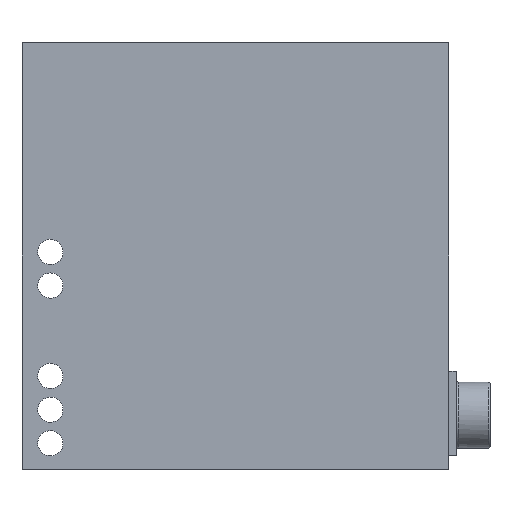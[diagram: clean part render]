
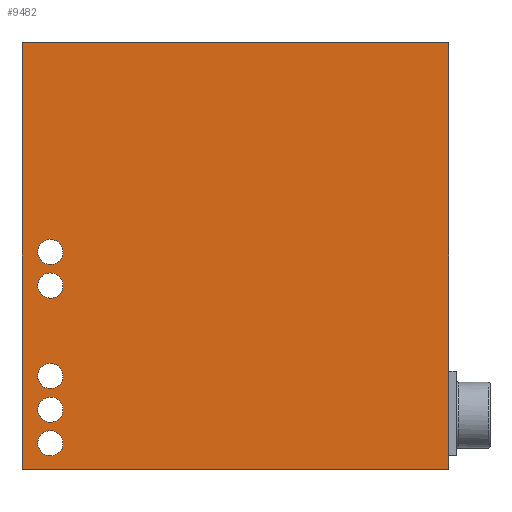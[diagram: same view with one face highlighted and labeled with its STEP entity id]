
A CAD part, front view. The second image highlights one B-rep face of the part: STEP entity #9482.
In plain terms, the highlighted free-form (B-spline) face has degree [1, 1] with [2, 2] control points.
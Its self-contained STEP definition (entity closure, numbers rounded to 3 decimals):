
#505 = VERTEX_POINT('',#506);
#506 = CARTESIAN_POINT('',(-29.469,0.,-28.707));
#524 = VERTEX_POINT('',#525);
#525 = CARTESIAN_POINT('',(-29.469,0.,-30.572));
#530 = EDGE_CURVE('',#524,#505,#531,.T.);
#531 = ( BOUNDED_CURVE() B_SPLINE_CURVE(2,(#532,#533,#534,#535,#536),
.UNSPECIFIED.,.F.,.F.) B_SPLINE_CURVE_WITH_KNOTS((3,2,3),(3.142,
4.712,6.283),.PIECEWISE_BEZIER_KNOTS.) CURVE() 
GEOMETRIC_REPRESENTATION_ITEM() RATIONAL_B_SPLINE_CURVE((1.,
0.707,1.,0.707,1.)) REPRESENTATION_ITEM('') );
#532 = CARTESIAN_POINT('',(-29.469,0.,-30.572));
#533 = CARTESIAN_POINT('',(-30.402,0.,-30.572));
#534 = CARTESIAN_POINT('',(-30.402,0.,-29.64));
#535 = CARTESIAN_POINT('',(-30.402,0.,-28.707));
#536 = CARTESIAN_POINT('',(-29.469,0.,-28.707));
#553 = VERTEX_POINT('',#554);
#554 = CARTESIAN_POINT('',(-29.469,0.,-26.221));
#572 = VERTEX_POINT('',#573);
#573 = CARTESIAN_POINT('',(-29.469,0.,-28.086));
#578 = EDGE_CURVE('',#572,#553,#579,.T.);
#579 = ( BOUNDED_CURVE() B_SPLINE_CURVE(2,(#580,#581,#582,#583,#584),
.UNSPECIFIED.,.F.,.F.) B_SPLINE_CURVE_WITH_KNOTS((3,2,3),(3.142,
4.712,6.283),.PIECEWISE_BEZIER_KNOTS.) CURVE() 
GEOMETRIC_REPRESENTATION_ITEM() RATIONAL_B_SPLINE_CURVE((1.,
0.707,1.,0.707,1.)) REPRESENTATION_ITEM('') );
#580 = CARTESIAN_POINT('',(-29.469,0.,-28.086));
#581 = CARTESIAN_POINT('',(-30.402,0.,-28.086));
#582 = CARTESIAN_POINT('',(-30.402,0.,-27.154));
#583 = CARTESIAN_POINT('',(-30.402,0.,-26.221));
#584 = CARTESIAN_POINT('',(-29.469,0.,-26.221));
#601 = VERTEX_POINT('',#602);
#602 = CARTESIAN_POINT('',(-29.469,0.,-23.736));
#620 = VERTEX_POINT('',#621);
#621 = CARTESIAN_POINT('',(-29.469,0.,-25.6));
#626 = EDGE_CURVE('',#620,#601,#627,.T.);
#627 = ( BOUNDED_CURVE() B_SPLINE_CURVE(2,(#628,#629,#630,#631,#632),
.UNSPECIFIED.,.F.,.F.) B_SPLINE_CURVE_WITH_KNOTS((3,2,3),(3.142,
4.712,6.283),.PIECEWISE_BEZIER_KNOTS.) CURVE() 
GEOMETRIC_REPRESENTATION_ITEM() RATIONAL_B_SPLINE_CURVE((1.,
0.707,1.,0.707,1.)) REPRESENTATION_ITEM('') );
#628 = CARTESIAN_POINT('',(-29.469,0.,-25.6));
#629 = CARTESIAN_POINT('',(-30.402,0.,-25.6));
#630 = CARTESIAN_POINT('',(-30.402,0.,-24.668));
#631 = CARTESIAN_POINT('',(-30.402,0.,-23.736));
#632 = CARTESIAN_POINT('',(-29.469,0.,-23.736));
#649 = VERTEX_POINT('',#650);
#650 = CARTESIAN_POINT('',(-29.469,0.,-17.043));
#668 = VERTEX_POINT('',#669);
#669 = CARTESIAN_POINT('',(-29.469,0.,-18.907));
#674 = EDGE_CURVE('',#668,#649,#675,.T.);
#675 = ( BOUNDED_CURVE() B_SPLINE_CURVE(2,(#676,#677,#678,#679,#680),
.UNSPECIFIED.,.F.,.F.) B_SPLINE_CURVE_WITH_KNOTS((3,2,3),(3.142,
4.712,6.283),.PIECEWISE_BEZIER_KNOTS.) CURVE() 
GEOMETRIC_REPRESENTATION_ITEM() RATIONAL_B_SPLINE_CURVE((1.,
0.707,1.,0.707,1.)) REPRESENTATION_ITEM('') );
#676 = CARTESIAN_POINT('',(-29.469,0.,-18.907));
#677 = CARTESIAN_POINT('',(-30.402,0.,-18.907));
#678 = CARTESIAN_POINT('',(-30.402,0.,-17.975));
#679 = CARTESIAN_POINT('',(-30.402,0.,-17.043));
#680 = CARTESIAN_POINT('',(-29.469,0.,-17.043));
#697 = VERTEX_POINT('',#698);
#698 = CARTESIAN_POINT('',(-29.469,0.,-14.557));
#716 = VERTEX_POINT('',#717);
#717 = CARTESIAN_POINT('',(-29.469,0.,-16.421));
#722 = EDGE_CURVE('',#716,#697,#723,.T.);
#723 = ( BOUNDED_CURVE() B_SPLINE_CURVE(2,(#724,#725,#726,#727,#728),
.UNSPECIFIED.,.F.,.F.) B_SPLINE_CURVE_WITH_KNOTS((3,2,3),(3.142,
4.712,6.283),.PIECEWISE_BEZIER_KNOTS.) CURVE() 
GEOMETRIC_REPRESENTATION_ITEM() RATIONAL_B_SPLINE_CURVE((1.,
0.707,1.,0.707,1.)) REPRESENTATION_ITEM('') );
#724 = CARTESIAN_POINT('',(-29.469,0.,-16.421));
#725 = CARTESIAN_POINT('',(-30.402,0.,-16.421));
#726 = CARTESIAN_POINT('',(-30.402,0.,-15.489));
#727 = CARTESIAN_POINT('',(-30.402,0.,-14.557));
#728 = CARTESIAN_POINT('',(-29.469,0.,-14.557));
#9392 = EDGE_CURVE('',#9393,#9395,#9397,.T.);
#9393 = VERTEX_POINT('',#9394);
#9394 = CARTESIAN_POINT('',(0.,0.,0.));
#9395 = VERTEX_POINT('',#9396);
#9396 = CARTESIAN_POINT('',(0.,0.,-31.571));
#9397 = B_SPLINE_CURVE_WITH_KNOTS('',1,(#9398,#9399),.UNSPECIFIED.,.F.,
  .F.,(2,2),(0.,25.4),.PIECEWISE_BEZIER_KNOTS.);
#9398 = CARTESIAN_POINT('',(0.,0.,0.));
#9399 = CARTESIAN_POINT('',(0.,0.,-31.571));
#9426 = EDGE_CURVE('',#9395,#9427,#9429,.T.);
#9427 = VERTEX_POINT('',#9428);
#9428 = CARTESIAN_POINT('',(-31.571,0.,-31.571));
#9429 = B_SPLINE_CURVE_WITH_KNOTS('',1,(#9430,#9431),.UNSPECIFIED.,.F.,
  .F.,(2,2),(0.,25.4),.PIECEWISE_BEZIER_KNOTS.);
#9430 = CARTESIAN_POINT('',(0.,0.,-31.571));
#9431 = CARTESIAN_POINT('',(-31.571,0.,-31.571));
#9448 = EDGE_CURVE('',#9427,#9449,#9451,.T.);
#9449 = VERTEX_POINT('',#9450);
#9450 = CARTESIAN_POINT('',(-31.571,0.,0.));
#9451 = B_SPLINE_CURVE_WITH_KNOTS('',1,(#9452,#9453),.UNSPECIFIED.,.F.,
  .F.,(2,2),(-25.4,0.),.PIECEWISE_BEZIER_KNOTS.);
#9452 = CARTESIAN_POINT('',(-31.571,0.,-31.571));
#9453 = CARTESIAN_POINT('',(-31.571,0.,0.));
#9470 = EDGE_CURVE('',#9449,#9393,#9471,.T.);
#9471 = B_SPLINE_CURVE_WITH_KNOTS('',1,(#9472,#9473),.UNSPECIFIED.,.F.,
  .F.,(2,2),(-25.4,0.),.PIECEWISE_BEZIER_KNOTS.);
#9472 = CARTESIAN_POINT('',(-31.571,0.,0.));
#9473 = CARTESIAN_POINT('',(0.,0.,0.));
#9482 = ADVANCED_FACE('',(#9483,#9494,#9505,#9516,#9527,#9538),#9544,.F.
  );
#9483 = FACE_BOUND('',#9484,.T.);
#9484 = EDGE_LOOP('',(#9485,#9493));
#9485 = ORIENTED_EDGE('',*,*,#9486,.T.);
#9486 = EDGE_CURVE('',#505,#524,#9487,.T.);
#9487 = ( BOUNDED_CURVE() B_SPLINE_CURVE(2,(#9488,#9489,#9490,#9491,
#9492),.UNSPECIFIED.,.F.,.F.) B_SPLINE_CURVE_WITH_KNOTS((3,2,3),(0.,
1.571,3.142),.PIECEWISE_BEZIER_KNOTS.) CURVE() 
GEOMETRIC_REPRESENTATION_ITEM() RATIONAL_B_SPLINE_CURVE((1.,
0.707,1.,0.707,1.)) REPRESENTATION_ITEM('') );
#9488 = CARTESIAN_POINT('',(-29.469,0.,-28.707));
#9489 = CARTESIAN_POINT('',(-28.537,0.,-28.707));
#9490 = CARTESIAN_POINT('',(-28.537,0.,-29.64));
#9491 = CARTESIAN_POINT('',(-28.537,0.,-30.572));
#9492 = CARTESIAN_POINT('',(-29.469,0.,-30.572));
#9493 = ORIENTED_EDGE('',*,*,#530,.T.);
#9494 = FACE_BOUND('',#9495,.T.);
#9495 = EDGE_LOOP('',(#9496,#9504));
#9496 = ORIENTED_EDGE('',*,*,#9497,.T.);
#9497 = EDGE_CURVE('',#553,#572,#9498,.T.);
#9498 = ( BOUNDED_CURVE() B_SPLINE_CURVE(2,(#9499,#9500,#9501,#9502,
#9503),.UNSPECIFIED.,.F.,.F.) B_SPLINE_CURVE_WITH_KNOTS((3,2,3),(0.,
1.571,3.142),.PIECEWISE_BEZIER_KNOTS.) CURVE() 
GEOMETRIC_REPRESENTATION_ITEM() RATIONAL_B_SPLINE_CURVE((1.,
0.707,1.,0.707,1.)) REPRESENTATION_ITEM('') );
#9499 = CARTESIAN_POINT('',(-29.469,0.,-26.221));
#9500 = CARTESIAN_POINT('',(-28.537,0.,-26.221));
#9501 = CARTESIAN_POINT('',(-28.537,0.,-27.154));
#9502 = CARTESIAN_POINT('',(-28.537,0.,-28.086));
#9503 = CARTESIAN_POINT('',(-29.469,0.,-28.086));
#9504 = ORIENTED_EDGE('',*,*,#578,.T.);
#9505 = FACE_BOUND('',#9506,.T.);
#9506 = EDGE_LOOP('',(#9507,#9515));
#9507 = ORIENTED_EDGE('',*,*,#9508,.T.);
#9508 = EDGE_CURVE('',#601,#620,#9509,.T.);
#9509 = ( BOUNDED_CURVE() B_SPLINE_CURVE(2,(#9510,#9511,#9512,#9513,
#9514),.UNSPECIFIED.,.F.,.F.) B_SPLINE_CURVE_WITH_KNOTS((3,2,3),(0.,
1.571,3.142),.PIECEWISE_BEZIER_KNOTS.) CURVE() 
GEOMETRIC_REPRESENTATION_ITEM() RATIONAL_B_SPLINE_CURVE((1.,
0.707,1.,0.707,1.)) REPRESENTATION_ITEM('') );
#9510 = CARTESIAN_POINT('',(-29.469,0.,-23.736));
#9511 = CARTESIAN_POINT('',(-28.537,0.,-23.736));
#9512 = CARTESIAN_POINT('',(-28.537,0.,-24.668));
#9513 = CARTESIAN_POINT('',(-28.537,0.,-25.6));
#9514 = CARTESIAN_POINT('',(-29.469,0.,-25.6));
#9515 = ORIENTED_EDGE('',*,*,#626,.T.);
#9516 = FACE_BOUND('',#9517,.T.);
#9517 = EDGE_LOOP('',(#9518,#9526));
#9518 = ORIENTED_EDGE('',*,*,#9519,.T.);
#9519 = EDGE_CURVE('',#649,#668,#9520,.T.);
#9520 = ( BOUNDED_CURVE() B_SPLINE_CURVE(2,(#9521,#9522,#9523,#9524,
#9525),.UNSPECIFIED.,.F.,.F.) B_SPLINE_CURVE_WITH_KNOTS((3,2,3),(0.,
1.571,3.142),.PIECEWISE_BEZIER_KNOTS.) CURVE() 
GEOMETRIC_REPRESENTATION_ITEM() RATIONAL_B_SPLINE_CURVE((1.,
0.707,1.,0.707,1.)) REPRESENTATION_ITEM('') );
#9521 = CARTESIAN_POINT('',(-29.469,0.,-17.043));
#9522 = CARTESIAN_POINT('',(-28.537,0.,-17.043));
#9523 = CARTESIAN_POINT('',(-28.537,0.,-17.975));
#9524 = CARTESIAN_POINT('',(-28.537,0.,-18.907));
#9525 = CARTESIAN_POINT('',(-29.469,0.,-18.907));
#9526 = ORIENTED_EDGE('',*,*,#674,.T.);
#9527 = FACE_BOUND('',#9528,.T.);
#9528 = EDGE_LOOP('',(#9529,#9537));
#9529 = ORIENTED_EDGE('',*,*,#9530,.T.);
#9530 = EDGE_CURVE('',#697,#716,#9531,.T.);
#9531 = ( BOUNDED_CURVE() B_SPLINE_CURVE(2,(#9532,#9533,#9534,#9535,
#9536),.UNSPECIFIED.,.F.,.F.) B_SPLINE_CURVE_WITH_KNOTS((3,2,3),(0.,
1.571,3.142),.PIECEWISE_BEZIER_KNOTS.) CURVE() 
GEOMETRIC_REPRESENTATION_ITEM() RATIONAL_B_SPLINE_CURVE((1.,
0.707,1.,0.707,1.)) REPRESENTATION_ITEM('') );
#9532 = CARTESIAN_POINT('',(-29.469,0.,-14.557));
#9533 = CARTESIAN_POINT('',(-28.537,0.,-14.557));
#9534 = CARTESIAN_POINT('',(-28.537,0.,-15.489));
#9535 = CARTESIAN_POINT('',(-28.537,0.,-16.421));
#9536 = CARTESIAN_POINT('',(-29.469,0.,-16.421));
#9537 = ORIENTED_EDGE('',*,*,#722,.T.);
#9538 = FACE_BOUND('',#9539,.T.);
#9539 = EDGE_LOOP('',(#9540,#9541,#9542,#9543));
#9540 = ORIENTED_EDGE('',*,*,#9392,.F.);
#9541 = ORIENTED_EDGE('',*,*,#9470,.F.);
#9542 = ORIENTED_EDGE('',*,*,#9448,.F.);
#9543 = ORIENTED_EDGE('',*,*,#9426,.F.);
#9544 = B_SPLINE_SURFACE_WITH_KNOTS('',1,1,(
    (#9545,#9546)
    ,(#9547,#9548
    )),.UNSPECIFIED.,.F.,.F.,.F.,(2,2),(2,2),(-25.4,0.),(-25.4,0.),
  .PIECEWISE_BEZIER_KNOTS.);
#9545 = CARTESIAN_POINT('',(-31.571,0.,-31.571));
#9546 = CARTESIAN_POINT('',(0.,0.,-31.571));
#9547 = CARTESIAN_POINT('',(-31.571,0.,0.));
#9548 = CARTESIAN_POINT('',(0.,0.,0.));
